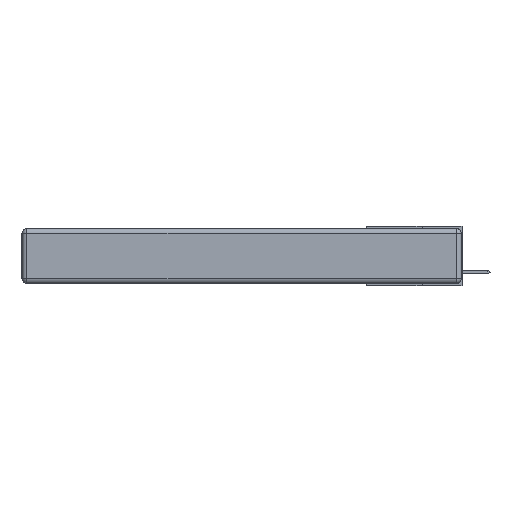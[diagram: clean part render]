
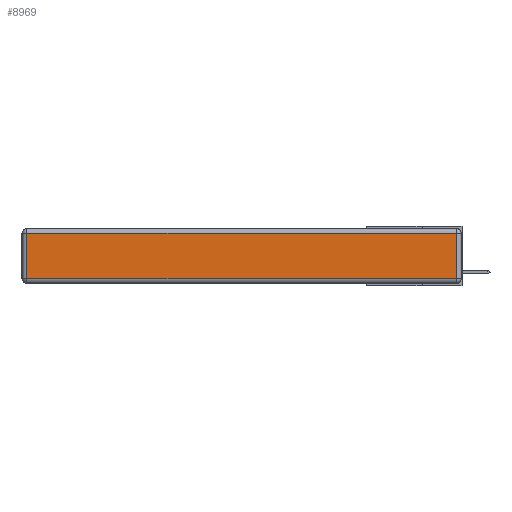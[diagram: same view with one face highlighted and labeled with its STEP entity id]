
A CAD part, left-side view. The second image highlights one B-rep face of the part: STEP entity #8969.
In plain terms, the highlighted planar face has unit normal (-1, 0, 0).
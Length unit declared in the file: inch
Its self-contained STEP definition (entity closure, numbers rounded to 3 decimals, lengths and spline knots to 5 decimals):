
#259 = VERTEX_POINT ( 'NONE', #7639 ) ;
#781 = VECTOR ( 'NONE', #27940, 39.37008 ) ;
#1493 = DIRECTION ( 'NONE',  ( 0., -1., 0. ) ) ;
#1597 = CARTESIAN_POINT ( 'NONE',  ( 0., 0., -0.313 ) ) ;
#2971 = CARTESIAN_POINT ( 'NONE',  ( 0., 2.72, -0.343 ) ) ;
#3448 = EDGE_CURVE ( 'NONE', #10845, #30985, #7349, .T. ) ;
#3502 = CARTESIAN_POINT ( 'NONE',  ( 0., 0., -0.343 ) ) ;
#3613 = PLANE ( 'NONE',  #26182 ) ;
#4240 = EDGE_CURVE ( 'NONE', #30985, #259, #4982, .T. ) ;
#4982 = LINE ( 'NONE', #26827, #30634 ) ;
#6390 = CARTESIAN_POINT ( 'NONE',  ( 0., 0.03, -0.03 ) ) ;
#7349 = LINE ( 'NONE', #27714, #19063 ) ;
#7366 = LINE ( 'NONE', #2971, #781 ) ;
#7639 = CARTESIAN_POINT ( 'NONE',  ( 0., 2.72, -0.03 ) ) ;
#8401 = DIRECTION ( 'NONE',  ( -1., 0., 0. ) ) ;
#8969 = ADVANCED_FACE ( 'NONE', ( #30734 ), #3613, .T. ) ;
#10845 = VERTEX_POINT ( 'NONE', #12023 ) ;
#12023 = CARTESIAN_POINT ( 'NONE',  ( 0., 0.03, -0.313 ) ) ;
#12472 = VECTOR ( 'NONE', #1493, 39.37008 ) ;
#14420 = EDGE_CURVE ( 'NONE', #22044, #10845, #19867, .T. ) ;
#14492 = DIRECTION ( 'NONE',  ( 0., 1., 0. ) ) ;
#15828 = ORIENTED_EDGE ( 'NONE', *, *, #3448, .T. ) ;
#16114 = ORIENTED_EDGE ( 'NONE', *, *, #23681, .T. ) ;
#19063 = VECTOR ( 'NONE', #30090, 39.37008 ) ;
#19867 = LINE ( 'NONE', #1597, #12472 ) ;
#22044 = VERTEX_POINT ( 'NONE', #27073 ) ;
#23681 = EDGE_CURVE ( 'NONE', #259, #22044, #7366, .T. ) ;
#25119 = EDGE_LOOP ( 'NONE', ( #30189, #15828, #28645, #16114 ) ) ;
#26182 = AXIS2_PLACEMENT_3D ( 'NONE', #3502, #8401, #28229 ) ;
#26827 = CARTESIAN_POINT ( 'NONE',  ( 0., 2.75, -0.03 ) ) ;
#27073 = CARTESIAN_POINT ( 'NONE',  ( 0., 2.72, -0.313 ) ) ;
#27714 = CARTESIAN_POINT ( 'NONE',  ( 0., 0.03, -0.343 ) ) ;
#27940 = DIRECTION ( 'NONE',  ( 0., 0., -1. ) ) ;
#28229 = DIRECTION ( 'NONE',  ( 0., 0., 1. ) ) ;
#28645 = ORIENTED_EDGE ( 'NONE', *, *, #4240, .T. ) ;
#30090 = DIRECTION ( 'NONE',  ( 0., 0., 1. ) ) ;
#30189 = ORIENTED_EDGE ( 'NONE', *, *, #14420, .T. ) ;
#30634 = VECTOR ( 'NONE', #14492, 39.37008 ) ;
#30734 = FACE_OUTER_BOUND ( 'NONE', #25119, .T. ) ;
#30985 = VERTEX_POINT ( 'NONE', #6390 ) ;
